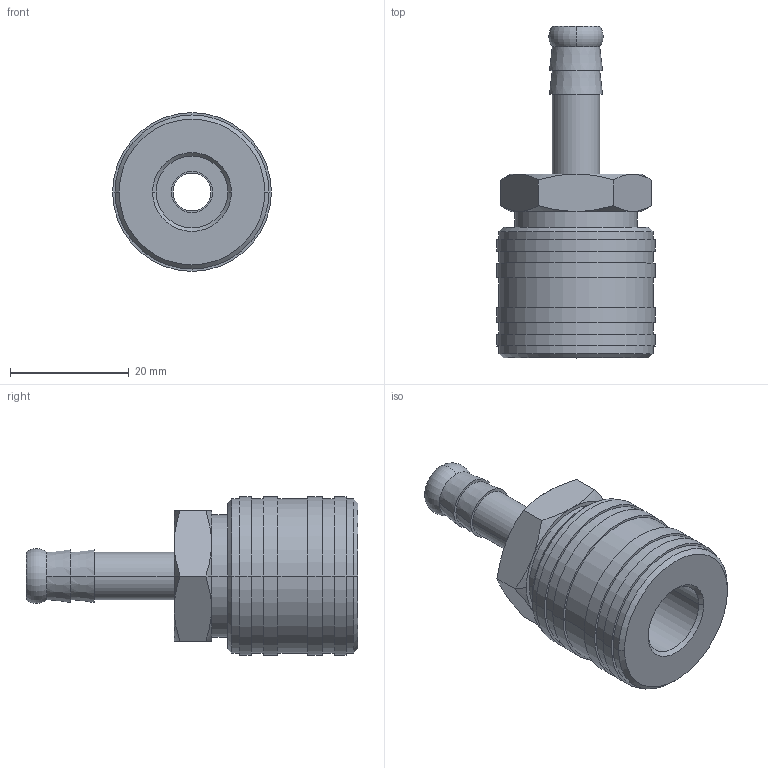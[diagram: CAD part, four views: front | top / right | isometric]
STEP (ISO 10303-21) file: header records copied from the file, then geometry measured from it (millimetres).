
FILE_DESCRIPTION(('STEP AP214'),'1');
FILE_NAME('ESEG_8_TAB.stp','2020-08-17T11:38:04',('TraceParts'),('TraceParts S.A.'),'Spatial InterOp 3D',' ',' ');
FILE_SCHEMA(('AUTOMOTIVE_DESIGN { 1 0 10303 214 1 1 1 1 }'));
Length unit declared in the file: millimetre
Products named in the file (1): ESEG_8_TAB
Bounding box: 26.8 x 56 x 26.8 mm (x, y, z)
Volume: 13209.8 mm3; surface area: 5987.3 mm2
Topology: 1 solids, 1 shells, 79 faces, 165 edges, 103 vertices
Faces by surface type: cylinder 28, cone 26, plane 23, torus 2
Entity records: 2800 total; most frequent: CARTESIAN_POINT 444, DIRECTION 394, ORIENTED_EDGE 330, AXIS2_PLACEMENT_3D 173, EDGE_CURVE 165, VERTEX_POINT 103, EDGE_LOOP 96, CIRCLE 93
